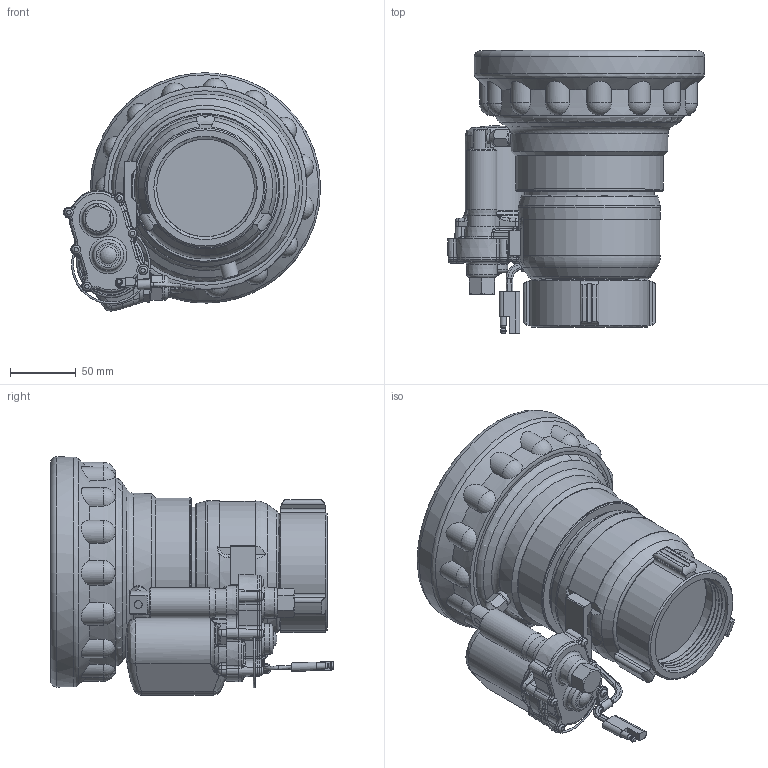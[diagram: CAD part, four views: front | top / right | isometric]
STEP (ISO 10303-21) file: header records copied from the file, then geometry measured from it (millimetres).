
FILE_DESCRIPTION (( 'STEP AP214' ), '1' );
FILE_NAME ('SM-1000E.STEP', '2015-04-06T20:49:26', ( 'eb' ), ( '' ), 'SwSTEP 2.0', 'SolidWorks 2015', '' );
FILE_SCHEMA (( 'AUTOMOTIVE_DESIGN' ));
Length unit declared in the file: inch
Products named in the file (1): SM-1000E
Bounding box: 195.05 x 214.55 x 180.76 mm (x, y, z)
Volume: 2712623.3 mm3; surface area: 179796.4 mm2
Topology: 1 solids, 1 shells, 724 faces, 1812 edges, 1106 vertices
Faces by surface type: plane 213, bspline 159, cylinder 133, cone 115, torus 76, sphere 28
Full cylindrical faces by diameter (mm): 2.381 x2, 2.383 x1, 2.705 x1, 3.505 x1, 4.763 x1, 5.74 x1, 6.655 x6, 7.671 x1, 8.89 x1, 12.192 x1, 12.548 x1, 12.7 x1, 15.991 x1, 17.475 x1, 18.923 x1, 21.336 x1, 22.911 x1, 78.334 x3, 78.359 x2, 80.962 x1, 98.425 x1, 107.747 x1, 112.09 x1, 112.852 x1, 119.202 x1, 154.019 x1, 174.619 x1
Entity records: 38045 total; most frequent: CARTESIAN_POINT 15768, ORIENTED_EDGE 3350, DIRECTION 2789, EDGE_CURVE 1675, AXIS2_PLACEMENT_3D 1174, VERTEX_POINT 1063, EDGE_LOOP 842, FACE_OUTER_BOUND 782
